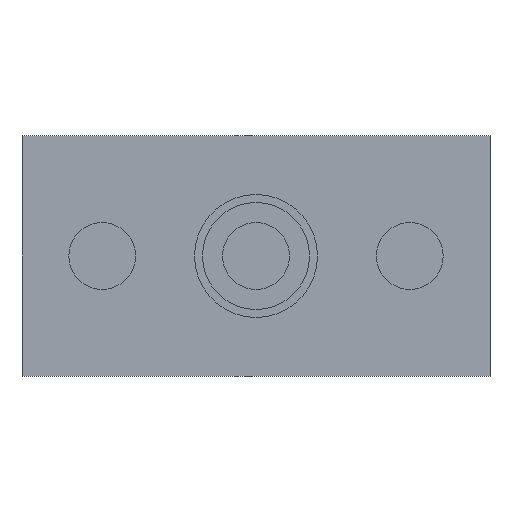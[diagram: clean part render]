
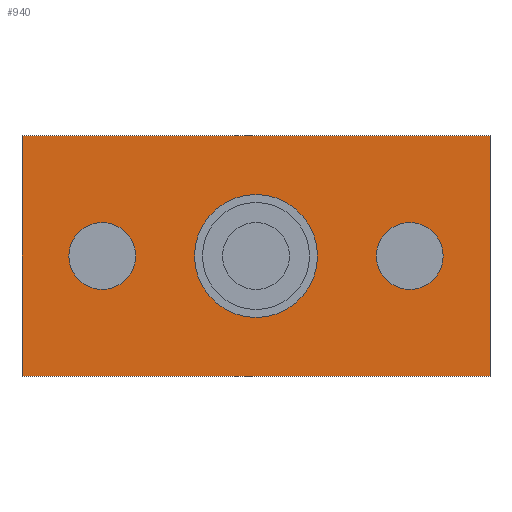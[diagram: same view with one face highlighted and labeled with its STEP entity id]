
A CAD part, front view. The second image highlights one B-rep face of the part: STEP entity #940.
In plain terms, the highlighted planar face has unit normal (0, -1, 0).
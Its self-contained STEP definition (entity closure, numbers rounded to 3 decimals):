
#50 = VECTOR ( 'NONE', #1547, 1000. ) ;
#82 = PLANE ( 'NONE',  #719 ) ;
#190 = DIRECTION ( 'NONE',  ( 0., 0., -1. ) ) ;
#438 = EDGE_LOOP ( 'NONE', ( #2475, #1933, #1467, #1465 ) ) ;
#515 = CARTESIAN_POINT ( 'NONE',  ( -17.5, -1.25, 9. ) ) ;
#580 = EDGE_CURVE ( 'NONE', #1811, #2292, #1445, .T. ) ;
#686 = VERTEX_POINT ( 'NONE', #970 ) ;
#719 = AXIS2_PLACEMENT_3D ( 'NONE', #515, #2486, #1100 ) ;
#732 = LINE ( 'NONE', #947, #1729 ) ;
#739 = CARTESIAN_POINT ( 'NONE',  ( -17.5, -1.25, -9. ) ) ;
#804 = CARTESIAN_POINT ( 'NONE',  ( 17.5, -1.25, -9. ) ) ;
#940 = ADVANCED_FACE ( 'NONE', ( #1442 ), #82, .F. ) ;
#947 = CARTESIAN_POINT ( 'NONE',  ( -17.5, -1.25, 9. ) ) ;
#970 = CARTESIAN_POINT ( 'NONE',  ( -17.5, -1.25, 9. ) ) ;
#1012 = EDGE_CURVE ( 'NONE', #2111, #2292, #1851, .T. ) ;
#1078 = EDGE_CURVE ( 'NONE', #686, #1811, #732, .T. ) ;
#1100 = DIRECTION ( 'NONE',  ( 0., 0., 1. ) ) ;
#1226 = EDGE_CURVE ( 'NONE', #686, #2111, #1639, .T. ) ;
#1244 = CARTESIAN_POINT ( 'NONE',  ( -17.5, -1.25, -9. ) ) ;
#1391 = CARTESIAN_POINT ( 'NONE',  ( 17.5, -1.25, 9. ) ) ;
#1442 = FACE_OUTER_BOUND ( 'NONE', #438, .T. ) ;
#1445 = LINE ( 'NONE', #2368, #1704 ) ;
#1465 = ORIENTED_EDGE ( 'NONE', *, *, #1226, .T. ) ;
#1467 = ORIENTED_EDGE ( 'NONE', *, *, #1078, .F. ) ;
#1547 = DIRECTION ( 'NONE',  ( 0., 0., -1. ) ) ;
#1552 = DIRECTION ( 'NONE',  ( 1., 0., 0. ) ) ;
#1639 = LINE ( 'NONE', #2334, #50 ) ;
#1704 = VECTOR ( 'NONE', #190, 1000. ) ;
#1729 = VECTOR ( 'NONE', #1552, 1000. ) ;
#1811 = VERTEX_POINT ( 'NONE', #1391 ) ;
#1851 = LINE ( 'NONE', #739, #2310 ) ;
#1933 = ORIENTED_EDGE ( 'NONE', *, *, #580, .F. ) ;
#2111 = VERTEX_POINT ( 'NONE', #1244 ) ;
#2292 = VERTEX_POINT ( 'NONE', #804 ) ;
#2310 = VECTOR ( 'NONE', #2311, 1000. ) ;
#2311 = DIRECTION ( 'NONE',  ( 1., 0., 0. ) ) ;
#2334 = CARTESIAN_POINT ( 'NONE',  ( -17.5, -1.25, 9. ) ) ;
#2368 = CARTESIAN_POINT ( 'NONE',  ( 17.5, -1.25, 9. ) ) ;
#2475 = ORIENTED_EDGE ( 'NONE', *, *, #1012, .T. ) ;
#2486 = DIRECTION ( 'NONE',  ( 0., 1., 0. ) ) ;
